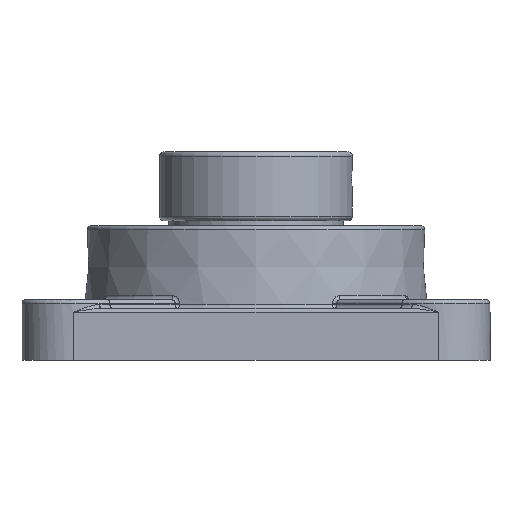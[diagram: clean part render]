
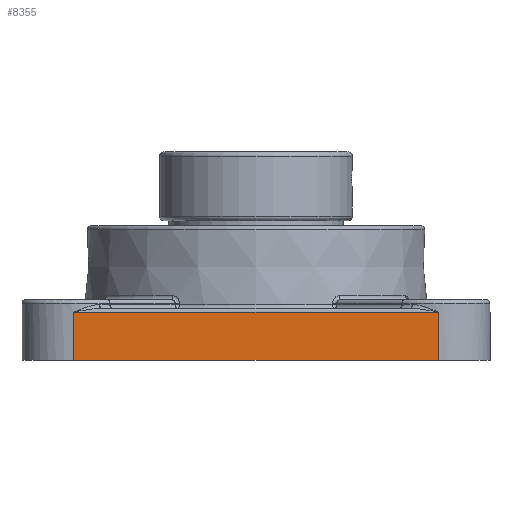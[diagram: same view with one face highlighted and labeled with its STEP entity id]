
A CAD part, front view. The second image highlights one B-rep face of the part: STEP entity #8355.
In plain terms, the highlighted planar face has unit normal (0, -1, 0).
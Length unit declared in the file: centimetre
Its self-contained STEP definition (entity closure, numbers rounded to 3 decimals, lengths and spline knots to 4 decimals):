
#2985=CARTESIAN_POINT('',(-4.2113,-5.4,1.1111));
#2986=VERTEX_POINT('',#2985);
#3211=CARTESIAN_POINT('',(4.2113,-5.4,1.1111));
#3212=VERTEX_POINT('',#3211);
#3213=CARTESIAN_POINT('',(-4.4869,-5.4,1.1111));
#3214=DIRECTION('',(1.,0.,-0.));
#3215=VECTOR('',#3214,8.9737);
#3216=LINE('',#3213,#3215);
#3217=EDGE_CURVE('',#2986,#3212,#3216,.T.);
#4435=CARTESIAN_POINT('',(4.2113,-5.4,0.));
#4436=VERTEX_POINT('',#4435);
#4437=CARTESIAN_POINT('',(4.2113,-5.4,-12345.));
#4438=DIRECTION('',(0.,0.,1.));
#4439=VECTOR('',#4438,24690.);
#4440=LINE('',#4437,#4439);
#4441=EDGE_CURVE('',#4436,#3212,#4440,.T.);
#4676=CARTESIAN_POINT('',(-4.2113,-5.4,0.));
#4677=VERTEX_POINT('',#4676);
#4678=CARTESIAN_POINT('',(12349.2113,-5.4,0.));
#4679=DIRECTION('',(-1.,0.,0.));
#4680=VECTOR('',#4679,24690.);
#4681=LINE('',#4678,#4680);
#4682=EDGE_CURVE('',#4436,#4677,#4681,.T.);
#8029=CARTESIAN_POINT('',(-4.2113,-5.4,-12345.));
#8030=DIRECTION('',(0.,0.,1.));
#8031=VECTOR('',#8030,24690.);
#8032=LINE('',#8029,#8031);
#8033=EDGE_CURVE('',#4677,#2986,#8032,.T.);
#8344=CARTESIAN_POINT('',(0.,-5.4,0.));
#8345=DIRECTION('',(0.,-1.,0.));
#8346=DIRECTION('',(1.,0.,0.));
#8347=AXIS2_PLACEMENT_3D('',#8344,#8345,#8346);
#8348=PLANE('',#8347);
#8349=ORIENTED_EDGE('',*,*,#3217,.F.);
#8350=ORIENTED_EDGE('',*,*,#8033,.F.);
#8351=ORIENTED_EDGE('',*,*,#4682,.F.);
#8352=ORIENTED_EDGE('',*,*,#4441,.T.);
#8353=EDGE_LOOP('',(#8349,#8350,#8351,#8352));
#8354=FACE_BOUND('',#8353,.T.);
#8355=ADVANCED_FACE('',(#8354),#8348,.T.);
